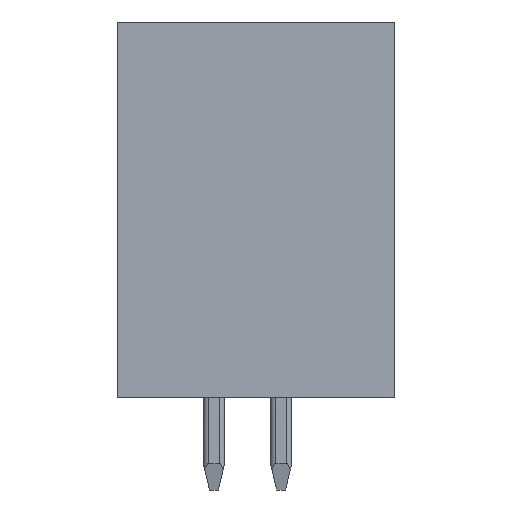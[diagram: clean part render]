
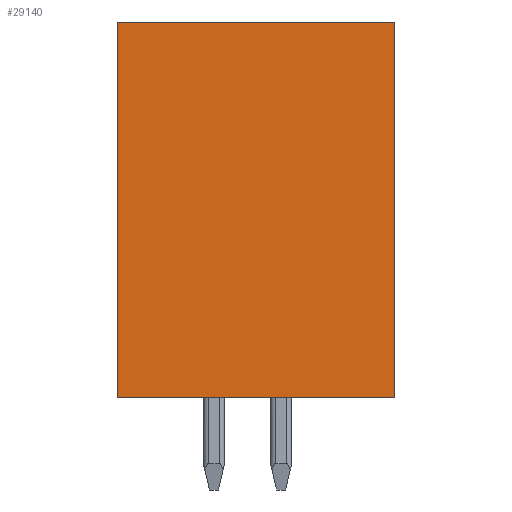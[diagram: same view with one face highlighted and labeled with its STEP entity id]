
A CAD part, front view. The second image highlights one B-rep face of the part: STEP entity #29140.
In plain terms, the highlighted planar face has unit normal (0, -1, 0).
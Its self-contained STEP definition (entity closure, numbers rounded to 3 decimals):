
#11417=DIRECTION('',(0.,0.,-1.));
#11418=VECTOR('',#11417,14.2);
#11419=CARTESIAN_POINT('',(-5.25,-30.19,7.1));
#11420=LINE('',#11419,#11418);
#11421=DIRECTION('',(-1.,0.,0.));
#11422=VECTOR('',#11421,10.5);
#11423=CARTESIAN_POINT('',(5.25,-30.19,7.1));
#11424=LINE('',#11423,#11422);
#11425=DIRECTION('',(0.,0.,1.));
#11426=VECTOR('',#11425,14.2);
#11427=CARTESIAN_POINT('',(5.25,-30.19,-7.1));
#11428=LINE('',#11427,#11426);
#11429=DIRECTION('',(1.,0.,0.));
#11430=VECTOR('',#11429,10.5);
#11431=CARTESIAN_POINT('',(-5.25,-30.19,-7.1));
#11432=LINE('',#11431,#11430);
#11541=CARTESIAN_POINT('',(-5.25,-30.19,7.1));
#11542=CARTESIAN_POINT('',(-5.25,-30.19,-7.1));
#11543=VERTEX_POINT('',#11541);
#11544=VERTEX_POINT('',#11542);
#11545=CARTESIAN_POINT('',(5.25,-30.19,-7.1));
#11546=VERTEX_POINT('',#11545);
#11547=CARTESIAN_POINT('',(5.25,-30.19,7.1));
#11548=VERTEX_POINT('',#11547);
#29129=CARTESIAN_POINT('',(0.,-30.19,0.));
#29130=DIRECTION('',(0.,-1.,0.));
#29131=DIRECTION('',(1.,0.,0.));
#29132=AXIS2_PLACEMENT_3D('',#29129,#29130,#29131);
#29133=PLANE('',#29132);
#29134=ORIENTED_EDGE('',*,*,#14320,.F.);
#29135=ORIENTED_EDGE('',*,*,#14658,.F.);
#29136=ORIENTED_EDGE('',*,*,#14735,.F.);
#29137=ORIENTED_EDGE('',*,*,#14929,.F.);
#29138=EDGE_LOOP('',(#29134,#29135,#29136,#29137));
#29139=FACE_OUTER_BOUND('',#29138,.F.);
#29140=ADVANCED_FACE('',(#29139),#29133,.T.);
#14320=EDGE_CURVE('',#11543,#11544,#11420,.T.);
#14658=EDGE_CURVE('',#11548,#11543,#11424,.T.);
#14735=EDGE_CURVE('',#11546,#11548,#11428,.T.);
#14929=EDGE_CURVE('',#11544,#11546,#11432,.T.);
